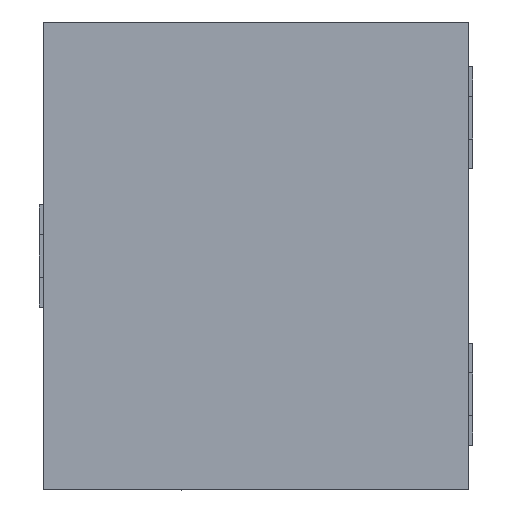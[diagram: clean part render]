
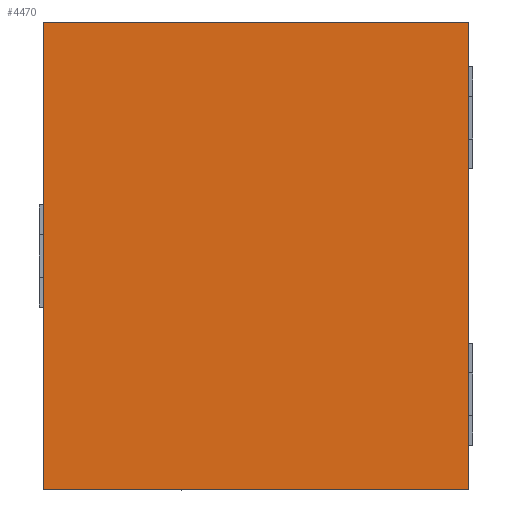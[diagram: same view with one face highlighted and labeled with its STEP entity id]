
A CAD part, left-side view. The second image highlights one B-rep face of the part: STEP entity #4470.
In plain terms, the highlighted planar face has unit normal (-1, 0, 0).
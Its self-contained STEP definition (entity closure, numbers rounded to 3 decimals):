
#671=ORIENTED_EDGE('',*,*,#1727,.F.);
#672=ORIENTED_EDGE('',*,*,#1739,.F.);
#673=ORIENTED_EDGE('',*,*,#1733,.F.);
#674=ORIENTED_EDGE('',*,*,#1738,.F.);
#1727=EDGE_CURVE('',#2308,#2309,#2791,.T.);
#1733=EDGE_CURVE('',#2312,#2313,#2797,.T.);
#1738=EDGE_CURVE('',#2309,#2312,#2802,.T.);
#1739=EDGE_CURVE('',#2313,#2308,#2803,.T.);
#2308=VERTEX_POINT('',#6710);
#2309=VERTEX_POINT('',#6712);
#2312=VERTEX_POINT('',#6721);
#2313=VERTEX_POINT('',#6723);
#2791=LINE('',#6711,#3365);
#2797=LINE('',#6722,#3371);
#2802=LINE('',#6731,#3376);
#2803=LINE('',#6733,#3377);
#3365=VECTOR('',#5448,1000.);
#3371=VECTOR('',#5456,1000.);
#3376=VECTOR('',#5465,1000.);
#3377=VECTOR('',#5468,1000.);
#3819=EDGE_LOOP('',(#671,#672,#673,#674));
#4053=FACE_BOUND('',#3819,.T.);
#4265=PLANE('',#4811);
#4470=ADVANCED_FACE('',(#4053),#4265,.F.);
#4811=AXIS2_PLACEMENT_3D('',#6734,#5469,#5470);
#5448=DIRECTION('',(0.,0.,-1.));
#5456=DIRECTION('',(0.,0.,1.));
#5465=DIRECTION('',(0.,1.,0.));
#5468=DIRECTION('',(0.,-1.,0.));
#5469=DIRECTION('',(1.,0.,0.));
#5470=DIRECTION('',(0.,1.,0.));
#6710=CARTESIAN_POINT('',(0.,-0.5,0.55));
#6711=CARTESIAN_POINT('',(0.,-0.5,0.55));
#6712=CARTESIAN_POINT('',(0.,-0.5,-0.55));
#6721=CARTESIAN_POINT('',(0.,0.5,-0.55));
#6722=CARTESIAN_POINT('',(0.,0.5,-0.55));
#6723=CARTESIAN_POINT('',(0.,0.5,0.55));
#6731=CARTESIAN_POINT('',(0.,-0.5,-0.55));
#6733=CARTESIAN_POINT('',(0.,0.5,0.55));
#6734=CARTESIAN_POINT('',(0.,0.,0.));
